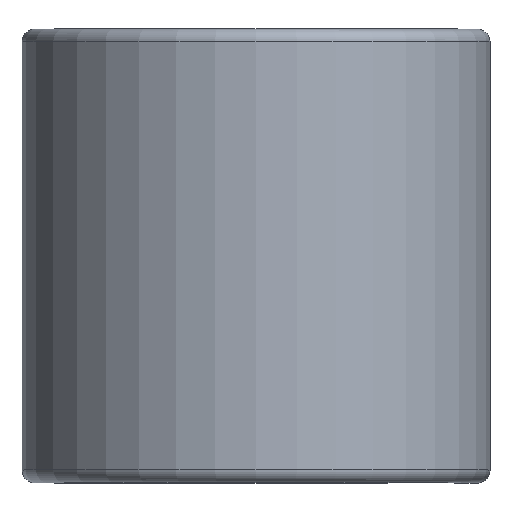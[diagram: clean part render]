
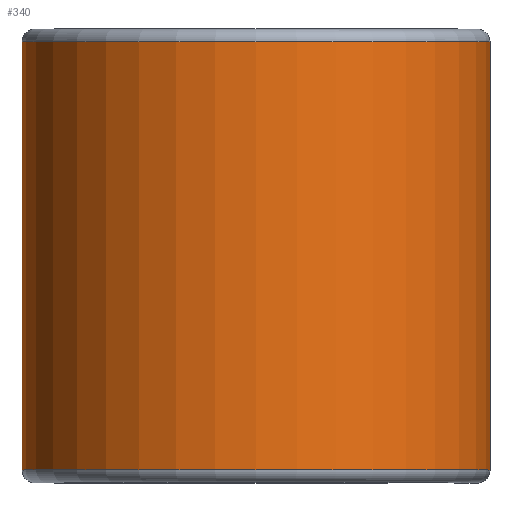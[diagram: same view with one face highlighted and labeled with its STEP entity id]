
A CAD part, top view. The second image highlights one B-rep face of the part: STEP entity #340.
In plain terms, the highlighted cylindrical face has radius 13.919 mm (diameter 27.838 mm), a partial arc.
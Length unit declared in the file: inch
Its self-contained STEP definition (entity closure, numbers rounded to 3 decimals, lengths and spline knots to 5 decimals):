
#36 = DIRECTION ( 'NONE',  ( 0., -1., 0. ) ) ;
#41 = DIRECTION ( 'NONE',  ( 0., -1., 0. ) ) ;
#63 = DIRECTION ( 'NONE',  ( 0., 1., 0. ) ) ;
#160 = ORIENTED_EDGE ( 'NONE', *, *, #658, .F. ) ;
#200 = CARTESIAN_POINT ( 'NONE',  ( 0.548, 0.50125, 0. ) ) ;
#309 = VERTEX_POINT ( 'NONE', #2111 ) ;
#319 = LINE ( 'NONE', #2154, #322 ) ;
#321 = AXIS2_PLACEMENT_3D ( 'NONE', #1593, #1397, #1225 ) ;
#322 = VECTOR ( 'NONE', #63, 39.37008 ) ;
#340 = ADVANCED_FACE ( 'NONE', ( #884 ), #2430, .T. ) ;
#391 = CIRCLE ( 'NONE', #1650, 0.548 ) ;
#428 = VECTOR ( 'NONE', #1992, 39.37008 ) ;
#658 = EDGE_CURVE ( 'NONE', #1301, #309, #319, .T. ) ;
#727 = ORIENTED_EDGE ( 'NONE', *, *, #823, .T. ) ;
#811 = EDGE_CURVE ( 'NONE', #1646, #1301, #391, .T. ) ;
#820 = EDGE_CURVE ( 'NONE', #1646, #2126, #2117, .T. ) ;
#823 = EDGE_CURVE ( 'NONE', #2126, #309, #826, .T. ) ;
#826 = CIRCLE ( 'NONE', #1480, 0.548 ) ;
#884 = FACE_OUTER_BOUND ( 'NONE', #2429, .T. ) ;
#1225 = DIRECTION ( 'NONE',  ( 0., 0., -1. ) ) ;
#1247 = CARTESIAN_POINT ( 'NONE',  ( 0., -0.50125, 0. ) ) ;
#1251 = CARTESIAN_POINT ( 'NONE',  ( 0., 0.50125, 0. ) ) ;
#1261 = CARTESIAN_POINT ( 'NONE',  ( 0.548, 0.50125, 0. ) ) ;
#1301 = VERTEX_POINT ( 'NONE', #1776 ) ;
#1397 = DIRECTION ( 'NONE',  ( 0., -1., 0. ) ) ;
#1436 = DIRECTION ( 'NONE',  ( 0., 0., -1. ) ) ;
#1444 = DIRECTION ( 'NONE',  ( 0., 0., -1. ) ) ;
#1454 = ORIENTED_EDGE ( 'NONE', *, *, #820, .T. ) ;
#1480 = AXIS2_PLACEMENT_3D ( 'NONE', #1251, #41, #1444 ) ;
#1581 = ORIENTED_EDGE ( 'NONE', *, *, #811, .F. ) ;
#1593 = CARTESIAN_POINT ( 'NONE',  ( 0., 0.5, 0. ) ) ;
#1646 = VERTEX_POINT ( 'NONE', #2353 ) ;
#1650 = AXIS2_PLACEMENT_3D ( 'NONE', #1247, #36, #1436 ) ;
#1776 = CARTESIAN_POINT ( 'NONE',  ( 0., -0.50125, -0.548 ) ) ;
#1992 = DIRECTION ( 'NONE',  ( 0., 1., 0. ) ) ;
#2111 = CARTESIAN_POINT ( 'NONE',  ( 0., 0.50125, -0.548 ) ) ;
#2117 = LINE ( 'NONE', #200, #428 ) ;
#2126 = VERTEX_POINT ( 'NONE', #1261 ) ;
#2154 = CARTESIAN_POINT ( 'NONE',  ( 0., 0.50125, -0.548 ) ) ;
#2353 = CARTESIAN_POINT ( 'NONE',  ( 0.548, -0.50125, 0. ) ) ;
#2429 = EDGE_LOOP ( 'NONE', ( #1454, #727, #160, #1581 ) ) ;
#2430 = CYLINDRICAL_SURFACE ( 'NONE', #321, 0.548 ) ;
